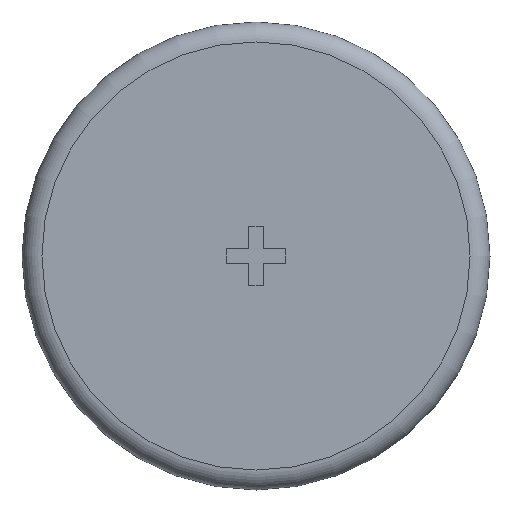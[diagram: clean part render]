
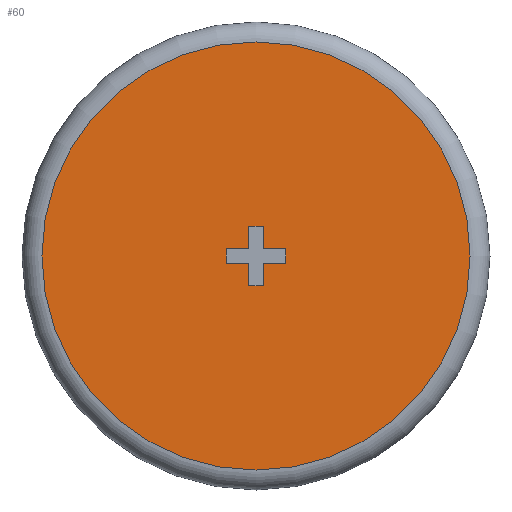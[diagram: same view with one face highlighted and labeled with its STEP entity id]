
A CAD part, front view. The second image highlights one B-rep face of the part: STEP entity #60.
In plain terms, the highlighted planar face has unit normal (0, -1, 0).
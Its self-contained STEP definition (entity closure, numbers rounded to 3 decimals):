
#60 = ADVANCED_FACE( '', ( #126, #127 ), #128, .F. );
#126 = FACE_BOUND( '', #199, .T. );
#127 = FACE_OUTER_BOUND( '', #200, .T. );
#128 = PLANE( '', #201 );
#199 = EDGE_LOOP( '', ( #300, #301, #302, #303, #304, #305, #306, #307, #308, #309, #310, #311 ) );
#200 = EDGE_LOOP( '', ( #312 ) );
#201 = AXIS2_PLACEMENT_3D( '', #313, #314, #315 );
#300 = ORIENTED_EDGE( '', *, *, #438, .T. );
#301 = ORIENTED_EDGE( '', *, *, #410, .F. );
#302 = ORIENTED_EDGE( '', *, *, #439, .T. );
#303 = ORIENTED_EDGE( '', *, *, #422, .T. );
#304 = ORIENTED_EDGE( '', *, *, #415, .T. );
#305 = ORIENTED_EDGE( '', *, *, #440, .T. );
#306 = ORIENTED_EDGE( '', *, *, #433, .T. );
#307 = ORIENTED_EDGE( '', *, *, #441, .T. );
#308 = ORIENTED_EDGE( '', *, *, #442, .T. );
#309 = ORIENTED_EDGE( '', *, *, #405, .T. );
#310 = ORIENTED_EDGE( '', *, *, #429, .T. );
#311 = ORIENTED_EDGE( '', *, *, #443, .T. );
#312 = ORIENTED_EDGE( '', *, *, #444, .T. );
#313 = CARTESIAN_POINT( '', ( 21.5, 0., 0. ) );
#314 = DIRECTION( '', ( 0., 1., 0. ) );
#315 = DIRECTION( '', ( 0., 0., 1. ) );
#405 = EDGE_CURVE( '', #467, #468, #469, .T. );
#410 = EDGE_CURVE( '', #476, #477, #478, .T. );
#415 = EDGE_CURVE( '', #485, #486, #487, .T. );
#422 = EDGE_CURVE( '', #497, #485, #498, .T. );
#429 = EDGE_CURVE( '', #468, #508, #509, .T. );
#433 = EDGE_CURVE( '', #514, #515, #516, .T. );
#438 = EDGE_CURVE( '', #523, #477, #524, .T. );
#439 = EDGE_CURVE( '', #476, #497, #525, .T. );
#440 = EDGE_CURVE( '', #486, #514, #526, .T. );
#441 = EDGE_CURVE( '', #515, #527, #528, .T. );
#442 = EDGE_CURVE( '', #527, #467, #529, .T. );
#443 = EDGE_CURVE( '', #508, #523, #530, .T. );
#444 = EDGE_CURVE( '', #531, #531, #532, .T. );
#467 = VERTEX_POINT( '', #559 );
#468 = VERTEX_POINT( '', #560 );
#469 = LINE( '', #561, #562 );
#476 = VERTEX_POINT( '', #572 );
#477 = VERTEX_POINT( '', #573 );
#478 = LINE( '', #574, #575 );
#485 = VERTEX_POINT( '', #585 );
#486 = VERTEX_POINT( '', #586 );
#487 = LINE( '', #587, #588 );
#497 = VERTEX_POINT( '', #601 );
#498 = LINE( '', #602, #603 );
#508 = VERTEX_POINT( '', #615 );
#509 = LINE( '', #616, #617 );
#514 = VERTEX_POINT( '', #624 );
#515 = VERTEX_POINT( '', #625 );
#516 = LINE( '', #626, #627 );
#523 = VERTEX_POINT( '', #637 );
#524 = LINE( '', #638, #639 );
#525 = LINE( '', #640, #641 );
#526 = LINE( '', #642, #643 );
#527 = VERTEX_POINT( '', #644 );
#528 = LINE( '', #645, #646 );
#529 = LINE( '', #647, #648 );
#530 = LINE( '', #649, #650 );
#531 = VERTEX_POINT( '', #651 );
#532 = CIRCLE( '', #652, 21.5 );
#559 = CARTESIAN_POINT( '', ( -0.75, 0., 0.75 ) );
#560 = CARTESIAN_POINT( '', ( -0.75, 0., 3. ) );
#561 = CARTESIAN_POINT( '', ( -0.75, 0., 0.75 ) );
#562 = VECTOR( '', #686, 1000. );
#572 = CARTESIAN_POINT( '', ( 3., 0., -0.75 ) );
#573 = CARTESIAN_POINT( '', ( 3., 0., 0.75 ) );
#574 = CARTESIAN_POINT( '', ( 3., 0., 0. ) );
#575 = VECTOR( '', #690, 1000. );
#585 = CARTESIAN_POINT( '', ( 0.75, 0., -3. ) );
#586 = CARTESIAN_POINT( '', ( -0.75, 0., -3. ) );
#587 = CARTESIAN_POINT( '', ( 0.75, 0., -3. ) );
#588 = VECTOR( '', #694, 1000. );
#601 = CARTESIAN_POINT( '', ( 0.75, 0., -0.75 ) );
#602 = CARTESIAN_POINT( '', ( 0.75, 0., -0.75 ) );
#603 = VECTOR( '', #701, 1000. );
#615 = CARTESIAN_POINT( '', ( 0.75, 0., 3. ) );
#616 = CARTESIAN_POINT( '', ( -0.75, 0., 3. ) );
#617 = VECTOR( '', #710, 1000. );
#624 = CARTESIAN_POINT( '', ( -0.75, 0., -0.75 ) );
#625 = CARTESIAN_POINT( '', ( -3., 0., -0.75 ) );
#626 = CARTESIAN_POINT( '', ( -0.75, 0., -0.75 ) );
#627 = VECTOR( '', #713, 1000. );
#637 = CARTESIAN_POINT( '', ( 0.75, 0., 0.75 ) );
#638 = CARTESIAN_POINT( '', ( 0.75, 0., 0.75 ) );
#639 = VECTOR( '', #717, 1000. );
#640 = CARTESIAN_POINT( '', ( 3., 0., -0.75 ) );
#641 = VECTOR( '', #718, 1000. );
#642 = CARTESIAN_POINT( '', ( -0.75, 0., -3. ) );
#643 = VECTOR( '', #719, 1000. );
#644 = CARTESIAN_POINT( '', ( -3., 0., 0.75 ) );
#645 = CARTESIAN_POINT( '', ( -3., 0., -0.75 ) );
#646 = VECTOR( '', #720, 1000. );
#647 = CARTESIAN_POINT( '', ( -3., 0., 0.75 ) );
#648 = VECTOR( '', #721, 1000. );
#649 = CARTESIAN_POINT( '', ( 0.75, 0., 3. ) );
#650 = VECTOR( '', #722, 1000. );
#651 = CARTESIAN_POINT( '', ( 0., 0., -21.5 ) );
#652 = AXIS2_PLACEMENT_3D( '', #723, #724, #725 );
#686 = DIRECTION( '', ( 0., 0., 1. ) );
#690 = DIRECTION( '', ( 0., 0., 1. ) );
#694 = DIRECTION( '', ( -1., 0., 0. ) );
#701 = DIRECTION( '', ( 0., 0., -1. ) );
#710 = DIRECTION( '', ( 1., 0., 0. ) );
#713 = DIRECTION( '', ( -1., 0., 0. ) );
#717 = DIRECTION( '', ( 1., 0., 0. ) );
#718 = DIRECTION( '', ( -1., 0., 0. ) );
#719 = DIRECTION( '', ( 0., 0., 1. ) );
#720 = DIRECTION( '', ( 0., 0., 1. ) );
#721 = DIRECTION( '', ( 1., 0., 0. ) );
#722 = DIRECTION( '', ( 0., 0., -1. ) );
#723 = CARTESIAN_POINT( '', ( 0., 0., 0. ) );
#724 = DIRECTION( '', ( 0., -1., 0. ) );
#725 = DIRECTION( '', ( 0., 0., -1. ) );
